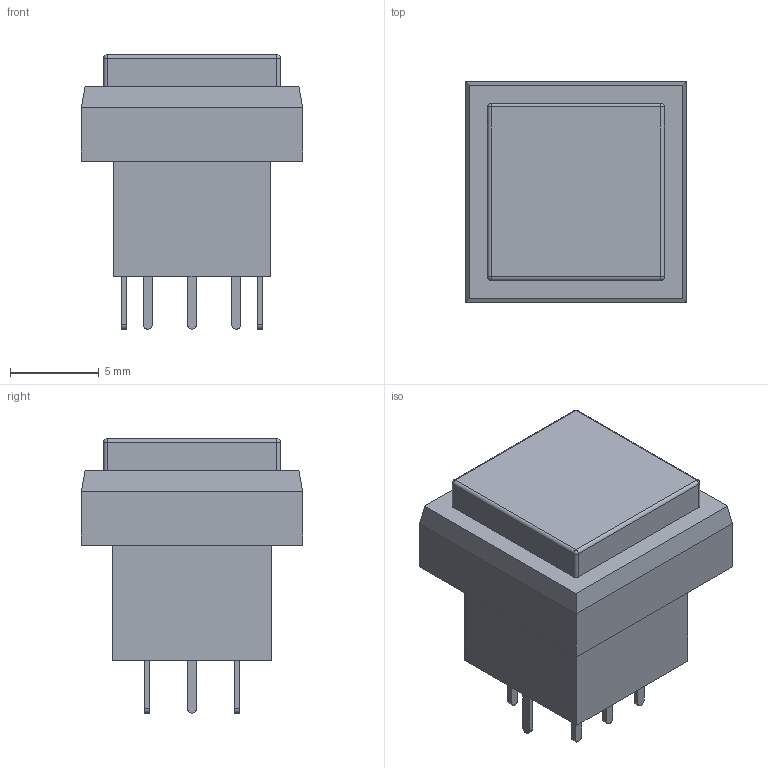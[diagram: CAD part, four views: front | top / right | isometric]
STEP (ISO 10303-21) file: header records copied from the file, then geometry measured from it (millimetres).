
FILE_DESCRIPTION(/* description */ (''),/* implementation_level */ '2;1');
FILE_NAME(/* name */ 'PushButton_LED_2.stp',/* time_stamp */ '2022-06-29T02:47:25-04:00',/* author */ ('GPD40'),/* organization */ (''),/* preprocessor_version */ 'ST-DEVELOPER v18',/* originating_system */ 'AutoCAD Mechanical',/* authorisation */ '');
FILE_SCHEMA (('AUTOMOTIVE_DESIGN { 1 0 10303 214 3 1 1 }'));
Length unit declared in the file: millimetre
Products named in the file (1): Product
Bounding box: 12.5 x 12.5 x 15.5 mm (x, y, z)
Volume: 1350.8 mm3; surface area: 1211.1 mm2
Topology: 11 solids, 11 shells, 82 faces, 164 edges, 104 vertices
Faces by surface type: plane 62, cylinder 16, sphere 4
Entity records: 2121 total; most frequent: DIRECTION 362, CARTESIAN_POINT 351, ORIENTED_EDGE 328, EDGE_CURVE 164, LINE 132, VECTOR 132, AXIS2_PLACEMENT_3D 115, VERTEX_POINT 104
